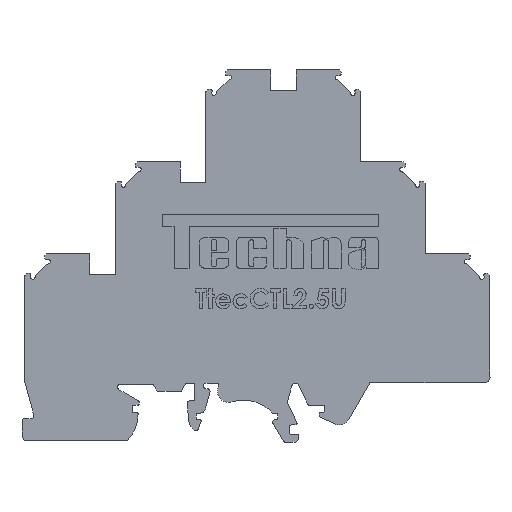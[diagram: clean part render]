
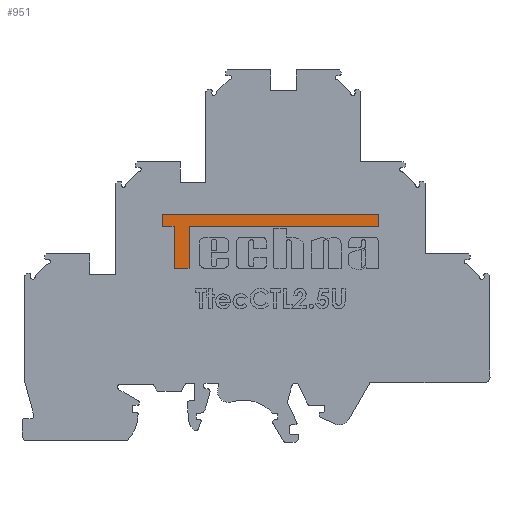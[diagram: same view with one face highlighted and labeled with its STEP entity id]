
A CAD part, front view. The second image highlights one B-rep face of the part: STEP entity #951.
In plain terms, the highlighted planar face has unit normal (0, -1, 0).
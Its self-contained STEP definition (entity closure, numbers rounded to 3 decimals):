
#198 = EDGE_CURVE ( 'NONE', #26355, #13486, #10144, .T. ) ;
#951 = ADVANCED_FACE ( 'NONE', ( #17246 ), #13857, .F. ) ;
#1909 = CARTESIAN_POINT ( 'NONE',  ( -24.511, 0.1, 24.802 ) ) ;
#4500 = CARTESIAN_POINT ( 'NONE',  ( 9.689, 0.1, 32.439 ) ) ;
#4937 = DIRECTION ( 'NONE',  ( 1., 0., 0. ) ) ;
#5430 = LINE ( 'NONE', #38779, #32328 ) ;
#6383 = ORIENTED_EDGE ( 'NONE', *, *, #27259, .T. ) ;
#7307 = LINE ( 'NONE', #30115, #31862 ) ;
#7395 = ORIENTED_EDGE ( 'NONE', *, *, #33788, .T. ) ;
#7959 = LINE ( 'NONE', #24979, #28808 ) ;
#9065 = VECTOR ( 'NONE', #4937, 1000. ) ;
#9871 = VERTEX_POINT ( 'NONE', #1909 ) ;
#10144 = LINE ( 'NONE', #16798, #22734 ) ;
#10353 = DIRECTION ( 'NONE',  ( 0., 0., 1. ) ) ;
#10467 = AXIS2_PLACEMENT_3D ( 'NONE', #13232, #33397, #26972 ) ;
#11508 = DIRECTION ( 'NONE',  ( 1., 0., 0. ) ) ;
#13077 = EDGE_CURVE ( 'NONE', #9871, #30803, #7307, .T. ) ;
#13232 = CARTESIAN_POINT ( 'NONE',  ( 0., 0.1, 0. ) ) ;
#13486 = VERTEX_POINT ( 'NONE', #37392 ) ;
#13810 = ORIENTED_EDGE ( 'NONE', *, *, #198, .T. ) ;
#13857 = PLANE ( 'NONE',  #10467 ) ;
#14061 = CARTESIAN_POINT ( 'NONE',  ( -27.211, 0.1, 24.802 ) ) ;
#14418 = DIRECTION ( 'NONE',  ( 1., 0., 0. ) ) ;
#16798 = CARTESIAN_POINT ( 'NONE',  ( -29.329, 0.1, 32.439 ) ) ;
#17246 = FACE_OUTER_BOUND ( 'NONE', #36346, .T. ) ;
#17257 = VERTEX_POINT ( 'NONE', #37661 ) ;
#18493 = VECTOR ( 'NONE', #29334, 1000. ) ;
#19001 = ORIENTED_EDGE ( 'NONE', *, *, #13077, .T. ) ;
#19443 = CARTESIAN_POINT ( 'NONE',  ( -29.329, 0.1, 34.613 ) ) ;
#21601 = DIRECTION ( 'NONE',  ( 0., 0., 1. ) ) ;
#22378 = CARTESIAN_POINT ( 'NONE',  ( 9.689, 0.1, 32.439 ) ) ;
#22562 = VERTEX_POINT ( 'NONE', #38067 ) ;
#22581 = EDGE_CURVE ( 'NONE', #17257, #9871, #7959, .T. ) ;
#22734 = VECTOR ( 'NONE', #37007, 1000. ) ;
#24890 = EDGE_CURVE ( 'NONE', #42269, #22562, #5430, .T. ) ;
#24979 = CARTESIAN_POINT ( 'NONE',  ( -24.511, 0.1, 24.802 ) ) ;
#26355 = VERTEX_POINT ( 'NONE', #37480 ) ;
#26972 = DIRECTION ( 'NONE',  ( 0., 0., 1. ) ) ;
#27064 = EDGE_CURVE ( 'NONE', #22562, #26355, #29147, .T. ) ;
#27259 = EDGE_CURVE ( 'NONE', #37431, #17257, #27618, .T. ) ;
#27618 = LINE ( 'NONE', #14061, #29548 ) ;
#27655 = CARTESIAN_POINT ( 'NONE',  ( -27.211, 0.1, 32.439 ) ) ;
#28808 = VECTOR ( 'NONE', #14418, 1000. ) ;
#29147 = LINE ( 'NONE', #19443, #18493 ) ;
#29334 = DIRECTION ( 'NONE',  ( -1., 0., 0. ) ) ;
#29548 = VECTOR ( 'NONE', #30600, 1000. ) ;
#29863 = ORIENTED_EDGE ( 'NONE', *, *, #27064, .T. ) ;
#30115 = CARTESIAN_POINT ( 'NONE',  ( -24.511, 0.1, 32.439 ) ) ;
#30600 = DIRECTION ( 'NONE',  ( 0., 0., -1. ) ) ;
#30803 = VERTEX_POINT ( 'NONE', #33259 ) ;
#31862 = VECTOR ( 'NONE', #10353, 1000. ) ;
#32137 = ORIENTED_EDGE ( 'NONE', *, *, #22581, .T. ) ;
#32328 = VECTOR ( 'NONE', #21601, 1000. ) ;
#33259 = CARTESIAN_POINT ( 'NONE',  ( -24.511, 0.1, 32.439 ) ) ;
#33397 = DIRECTION ( 'NONE',  ( 0., 1., 0. ) ) ;
#33788 = EDGE_CURVE ( 'NONE', #30803, #42269, #41061, .T. ) ;
#35899 = ORIENTED_EDGE ( 'NONE', *, *, #40776, .T. ) ;
#36333 = VECTOR ( 'NONE', #11508, 1000. ) ;
#36346 = EDGE_LOOP ( 'NONE', ( #13810, #35899, #6383, #32137, #19001, #7395, #40272, #29863 ) ) ;
#36946 = CARTESIAN_POINT ( 'NONE',  ( -27.211, 0.1, 32.439 ) ) ;
#37007 = DIRECTION ( 'NONE',  ( 0., 0., -1. ) ) ;
#37392 = CARTESIAN_POINT ( 'NONE',  ( -29.329, 0.1, 32.439 ) ) ;
#37431 = VERTEX_POINT ( 'NONE', #36946 ) ;
#37480 = CARTESIAN_POINT ( 'NONE',  ( -29.329, 0.1, 34.613 ) ) ;
#37661 = CARTESIAN_POINT ( 'NONE',  ( -27.211, 0.1, 24.802 ) ) ;
#38067 = CARTESIAN_POINT ( 'NONE',  ( 9.689, 0.1, 34.613 ) ) ;
#38779 = CARTESIAN_POINT ( 'NONE',  ( 9.689, 0.1, 34.613 ) ) ;
#40272 = ORIENTED_EDGE ( 'NONE', *, *, #24890, .T. ) ;
#40776 = EDGE_CURVE ( 'NONE', #13486, #37431, #41168, .T. ) ;
#41061 = LINE ( 'NONE', #4500, #9065 ) ;
#41168 = LINE ( 'NONE', #27655, #36333 ) ;
#42269 = VERTEX_POINT ( 'NONE', #22378 ) ;
